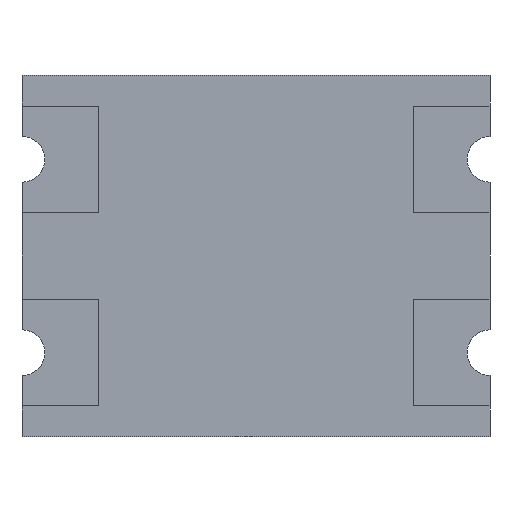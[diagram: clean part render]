
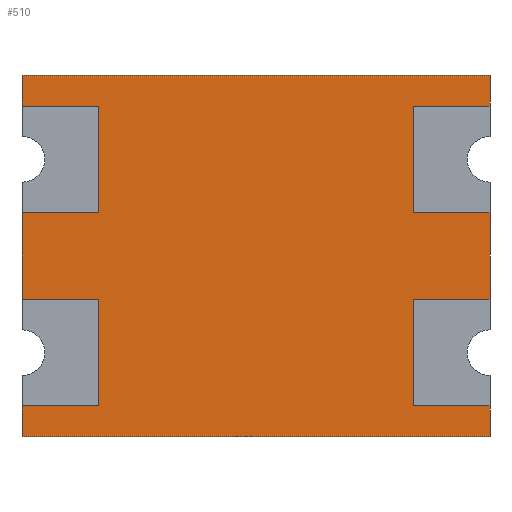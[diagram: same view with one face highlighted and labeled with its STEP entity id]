
A CAD part, front view. The second image highlights one B-rep face of the part: STEP entity #510.
In plain terms, the highlighted planar face has unit normal (0, -1, 0).
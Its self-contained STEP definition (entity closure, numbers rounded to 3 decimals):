
#5 = ORIENTED_EDGE ( 'NONE', *, *, #525, .F. ) ;
#24 = VECTOR ( 'NONE', #931, 1000. ) ;
#27 = VECTOR ( 'NONE', #1157, 1000. ) ;
#40 = LINE ( 'NONE', #1601, #813 ) ;
#46 = VECTOR ( 'NONE', #87, 1000. ) ;
#58 = CARTESIAN_POINT ( 'NONE',  ( 3.075, -0.5, -2.375 ) ) ;
#87 = DIRECTION ( 'NONE',  ( 0., 0., 1. ) ) ;
#98 = LINE ( 'NONE', #887, #1573 ) ;
#125 = LINE ( 'NONE', #1712, #1234 ) ;
#132 = ORIENTED_EDGE ( 'NONE', *, *, #1527, .F. ) ;
#152 = CARTESIAN_POINT ( 'NONE',  ( -3.075, -0.5, -2.375 ) ) ;
#158 = CARTESIAN_POINT ( 'NONE',  ( -3.075, -0.5, 1.97 ) ) ;
#166 = AXIS2_PLACEMENT_3D ( 'NONE', #1521, #850, #857 ) ;
#167 = VECTOR ( 'NONE', #1443, 1000. ) ;
#188 = VECTOR ( 'NONE', #1211, 1000. ) ;
#210 = EDGE_CURVE ( 'NONE', #1170, #833, #469, .T. ) ;
#225 = DIRECTION ( 'NONE',  ( 0., 0., -1. ) ) ;
#238 = EDGE_CURVE ( 'NONE', #800, #1623, #730, .T. ) ;
#243 = CARTESIAN_POINT ( 'NONE',  ( -2.075, -0.5, -0.57 ) ) ;
#270 = VERTEX_POINT ( 'NONE', #1411 ) ;
#284 = EDGE_CURVE ( 'NONE', #1702, #1117, #1055, .T. ) ;
#296 = EDGE_CURVE ( 'NONE', #1651, #1702, #1019, .T. ) ;
#345 = EDGE_CURVE ( 'NONE', #638, #916, #918, .T. ) ;
#359 = LINE ( 'NONE', #904, #167 ) ;
#361 = ORIENTED_EDGE ( 'NONE', *, *, #418, .T. ) ;
#369 = EDGE_LOOP ( 'NONE', ( #878, #1721, #608, #132, #378, #379, #1520, #361, #895, #754, #1198, #414, #1021, #621, #1135, #1447, #940, #1489, #5, #450 ) ) ;
#378 = ORIENTED_EDGE ( 'NONE', *, *, #284, .F. ) ;
#379 = ORIENTED_EDGE ( 'NONE', *, *, #296, .F. ) ;
#382 = DIRECTION ( 'NONE',  ( 1., 0., 0. ) ) ;
#383 = CARTESIAN_POINT ( 'NONE',  ( 2.075, -0.5, -1.97 ) ) ;
#397 = DIRECTION ( 'NONE',  ( -1., 0., 0. ) ) ;
#405 = LINE ( 'NONE', #1503, #501 ) ;
#414 = ORIENTED_EDGE ( 'NONE', *, *, #620, .T. ) ;
#418 = EDGE_CURVE ( 'NONE', #1624, #1408, #977, .T. ) ;
#450 = ORIENTED_EDGE ( 'NONE', *, *, #1448, .F. ) ;
#469 = LINE ( 'NONE', #1716, #641 ) ;
#497 = CARTESIAN_POINT ( 'NONE',  ( -3.075, -0.5, 2.375 ) ) ;
#501 = VECTOR ( 'NONE', #832, 1000. ) ;
#510 = ADVANCED_FACE ( 'NONE', ( #595 ), #989, .F. ) ;
#525 = EDGE_CURVE ( 'NONE', #270, #926, #1038, .T. ) ;
#540 = VECTOR ( 'NONE', #567, 1000. ) ;
#561 = VERTEX_POINT ( 'NONE', #243 ) ;
#567 = DIRECTION ( 'NONE',  ( 0., 0., 1. ) ) ;
#593 = CARTESIAN_POINT ( 'NONE',  ( 2.075, -0.5, 0.57 ) ) ;
#595 = FACE_OUTER_BOUND ( 'NONE', #369, .T. ) ;
#608 = ORIENTED_EDGE ( 'NONE', *, *, #238, .F. ) ;
#610 = EDGE_CURVE ( 'NONE', #841, #889, #1060, .T. ) ;
#614 = DIRECTION ( 'NONE',  ( 0., 0., -1. ) ) ;
#620 = EDGE_CURVE ( 'NONE', #633, #833, #125, .T. ) ;
#621 = ORIENTED_EDGE ( 'NONE', *, *, #788, .F. ) ;
#629 = VERTEX_POINT ( 'NONE', #905 ) ;
#633 = VERTEX_POINT ( 'NONE', #1203 ) ;
#635 = CARTESIAN_POINT ( 'NONE',  ( -2.075, -0.5, 0.57 ) ) ;
#638 = VERTEX_POINT ( 'NONE', #1475 ) ;
#641 = VECTOR ( 'NONE', #225, 1000. ) ;
#667 = LINE ( 'NONE', #765, #188 ) ;
#674 = VECTOR ( 'NONE', #1153, 1000. ) ;
#675 = VECTOR ( 'NONE', #843, 1000. ) ;
#688 = LINE ( 'NONE', #1220, #720 ) ;
#696 = DIRECTION ( 'NONE',  ( 0., 0., -1. ) ) ;
#701 = EDGE_CURVE ( 'NONE', #916, #1739, #803, .T. ) ;
#709 = CARTESIAN_POINT ( 'NONE',  ( -2.075, -0.5, -0.57 ) ) ;
#715 = CARTESIAN_POINT ( 'NONE',  ( 3.075, -0.5, 2.375 ) ) ;
#720 = VECTOR ( 'NONE', #696, 1000. ) ;
#730 = LINE ( 'NONE', #1694, #46 ) ;
#734 = EDGE_CURVE ( 'NONE', #889, #1408, #688, .T. ) ;
#738 = LINE ( 'NONE', #1271, #674 ) ;
#754 = ORIENTED_EDGE ( 'NONE', *, *, #610, .F. ) ;
#765 = CARTESIAN_POINT ( 'NONE',  ( -2.075, -0.5, -0.57 ) ) ;
#788 = EDGE_CURVE ( 'NONE', #1739, #1170, #405, .T. ) ;
#798 = EDGE_CURVE ( 'NONE', #638, #1513, #1080, .T. ) ;
#800 = VERTEX_POINT ( 'NONE', #152 ) ;
#803 = LINE ( 'NONE', #158, #540 ) ;
#813 = VECTOR ( 'NONE', #1640, 1000. ) ;
#832 = DIRECTION ( 'NONE',  ( 1., 0., 0. ) ) ;
#833 = VERTEX_POINT ( 'NONE', #1525 ) ;
#841 = VERTEX_POINT ( 'NONE', #593 ) ;
#843 = DIRECTION ( 'NONE',  ( 1., 0., 0. ) ) ;
#850 = DIRECTION ( 'NONE',  ( 0., 1., 0. ) ) ;
#857 = DIRECTION ( 'NONE',  ( 1., 0., 0. ) ) ;
#878 = ORIENTED_EDGE ( 'NONE', *, *, #1330, .T. ) ;
#887 = CARTESIAN_POINT ( 'NONE',  ( 2.075, -0.5, -1.97 ) ) ;
#889 = VERTEX_POINT ( 'NONE', #1657 ) ;
#895 = ORIENTED_EDGE ( 'NONE', *, *, #734, .F. ) ;
#904 = CARTESIAN_POINT ( 'NONE',  ( 2.075, -0.5, 0.57 ) ) ;
#905 = CARTESIAN_POINT ( 'NONE',  ( -2.075, -0.5, -1.97 ) ) ;
#916 = VERTEX_POINT ( 'NONE', #1307 ) ;
#918 = LINE ( 'NONE', #1505, #24 ) ;
#924 = CARTESIAN_POINT ( 'NONE',  ( -3.075, -0.5, 0.57 ) ) ;
#926 = VERTEX_POINT ( 'NONE', #924 ) ;
#931 = DIRECTION ( 'NONE',  ( -1., 0., 0. ) ) ;
#940 = ORIENTED_EDGE ( 'NONE', *, *, #798, .T. ) ;
#950 = CARTESIAN_POINT ( 'NONE',  ( -2.075, -0.5, 1.97 ) ) ;
#977 = LINE ( 'NONE', #1512, #675 ) ;
#980 = CARTESIAN_POINT ( 'NONE',  ( 3.075, -0.5, -0.57 ) ) ;
#989 = PLANE ( 'NONE',  #166 ) ;
#1000 = EDGE_CURVE ( 'NONE', #841, #633, #359, .T. ) ;
#1019 = LINE ( 'NONE', #1421, #1491 ) ;
#1021 = ORIENTED_EDGE ( 'NONE', *, *, #210, .F. ) ;
#1038 = LINE ( 'NONE', #1610, #27 ) ;
#1055 = LINE ( 'NONE', #1279, #1609 ) ;
#1056 = CARTESIAN_POINT ( 'NONE',  ( 2.075, -0.5, -0.57 ) ) ;
#1060 = LINE ( 'NONE', #1068, #1613 ) ;
#1068 = CARTESIAN_POINT ( 'NONE',  ( 2.075, -0.5, 0.57 ) ) ;
#1078 = EDGE_CURVE ( 'NONE', #629, #1623, #40, .T. ) ;
#1080 = LINE ( 'NONE', #950, #1493 ) ;
#1117 = VERTEX_POINT ( 'NONE', #58 ) ;
#1135 = ORIENTED_EDGE ( 'NONE', *, *, #701, .F. ) ;
#1153 = DIRECTION ( 'NONE',  ( -1., 0., 0. ) ) ;
#1157 = DIRECTION ( 'NONE',  ( 0., 0., 1. ) ) ;
#1170 = VERTEX_POINT ( 'NONE', #715 ) ;
#1182 = VECTOR ( 'NONE', #1665, 1000. ) ;
#1187 = VECTOR ( 'NONE', #397, 1000. ) ;
#1198 = ORIENTED_EDGE ( 'NONE', *, *, #1000, .T. ) ;
#1203 = CARTESIAN_POINT ( 'NONE',  ( 2.075, -0.5, 1.97 ) ) ;
#1211 = DIRECTION ( 'NONE',  ( 0., 0., -1. ) ) ;
#1220 = CARTESIAN_POINT ( 'NONE',  ( 3.075, -0.5, 0.57 ) ) ;
#1234 = VECTOR ( 'NONE', #1735, 1000. ) ;
#1271 = CARTESIAN_POINT ( 'NONE',  ( 3.075, -0.5, -2.375 ) ) ;
#1279 = CARTESIAN_POINT ( 'NONE',  ( 3.075, -0.5, -1.97 ) ) ;
#1307 = CARTESIAN_POINT ( 'NONE',  ( -3.075, -0.5, 1.97 ) ) ;
#1313 = DIRECTION ( 'NONE',  ( 0., 0., 1. ) ) ;
#1330 = EDGE_CURVE ( 'NONE', #561, #629, #667, .T. ) ;
#1342 = EDGE_CURVE ( 'NONE', #1513, #926, #1619, .T. ) ;
#1353 = DIRECTION ( 'NONE',  ( 0., 0., -1. ) ) ;
#1395 = CARTESIAN_POINT ( 'NONE',  ( -2.075, -0.5, 0.57 ) ) ;
#1408 = VERTEX_POINT ( 'NONE', #980 ) ;
#1411 = CARTESIAN_POINT ( 'NONE',  ( -3.075, -0.5, -0.57 ) ) ;
#1412 = LINE ( 'NONE', #709, #1182 ) ;
#1421 = CARTESIAN_POINT ( 'NONE',  ( 2.075, -0.5, -1.97 ) ) ;
#1440 = CARTESIAN_POINT ( 'NONE',  ( -3.075, -0.5, -1.97 ) ) ;
#1443 = DIRECTION ( 'NONE',  ( 0., 0., 1. ) ) ;
#1444 = DIRECTION ( 'NONE',  ( 1., 0., 0. ) ) ;
#1447 = ORIENTED_EDGE ( 'NONE', *, *, #345, .F. ) ;
#1448 = EDGE_CURVE ( 'NONE', #561, #270, #1412, .T. ) ;
#1475 = CARTESIAN_POINT ( 'NONE',  ( -2.075, -0.5, 1.97 ) ) ;
#1489 = ORIENTED_EDGE ( 'NONE', *, *, #1342, .T. ) ;
#1491 = VECTOR ( 'NONE', #382, 1000. ) ;
#1493 = VECTOR ( 'NONE', #1353, 1000. ) ;
#1503 = CARTESIAN_POINT ( 'NONE',  ( -3.075, -0.5, 2.375 ) ) ;
#1505 = CARTESIAN_POINT ( 'NONE',  ( -2.075, -0.5, 1.97 ) ) ;
#1512 = CARTESIAN_POINT ( 'NONE',  ( 2.075, -0.5, -0.57 ) ) ;
#1513 = VERTEX_POINT ( 'NONE', #1395 ) ;
#1520 = ORIENTED_EDGE ( 'NONE', *, *, #1605, .T. ) ;
#1521 = CARTESIAN_POINT ( 'NONE',  ( 0., -0.5, 0. ) ) ;
#1525 = CARTESIAN_POINT ( 'NONE',  ( 3.075, -0.5, 1.97 ) ) ;
#1527 = EDGE_CURVE ( 'NONE', #1117, #800, #738, .T. ) ;
#1573 = VECTOR ( 'NONE', #1313, 1000. ) ;
#1580 = CARTESIAN_POINT ( 'NONE',  ( 3.075, -0.5, -1.97 ) ) ;
#1601 = CARTESIAN_POINT ( 'NONE',  ( -2.075, -0.5, -1.97 ) ) ;
#1605 = EDGE_CURVE ( 'NONE', #1651, #1624, #98, .T. ) ;
#1609 = VECTOR ( 'NONE', #614, 1000. ) ;
#1610 = CARTESIAN_POINT ( 'NONE',  ( -3.075, -0.5, -0.57 ) ) ;
#1613 = VECTOR ( 'NONE', #1444, 1000. ) ;
#1619 = LINE ( 'NONE', #635, #1187 ) ;
#1623 = VERTEX_POINT ( 'NONE', #1440 ) ;
#1624 = VERTEX_POINT ( 'NONE', #1056 ) ;
#1640 = DIRECTION ( 'NONE',  ( -1., 0., 0. ) ) ;
#1651 = VERTEX_POINT ( 'NONE', #383 ) ;
#1657 = CARTESIAN_POINT ( 'NONE',  ( 3.075, -0.5, 0.57 ) ) ;
#1665 = DIRECTION ( 'NONE',  ( -1., 0., 0. ) ) ;
#1694 = CARTESIAN_POINT ( 'NONE',  ( -3.075, -0.5, -2.375 ) ) ;
#1702 = VERTEX_POINT ( 'NONE', #1580 ) ;
#1712 = CARTESIAN_POINT ( 'NONE',  ( 2.075, -0.5, 1.97 ) ) ;
#1716 = CARTESIAN_POINT ( 'NONE',  ( 3.075, -0.5, 2.375 ) ) ;
#1721 = ORIENTED_EDGE ( 'NONE', *, *, #1078, .T. ) ;
#1735 = DIRECTION ( 'NONE',  ( 1., 0., 0. ) ) ;
#1739 = VERTEX_POINT ( 'NONE', #497 ) ;
